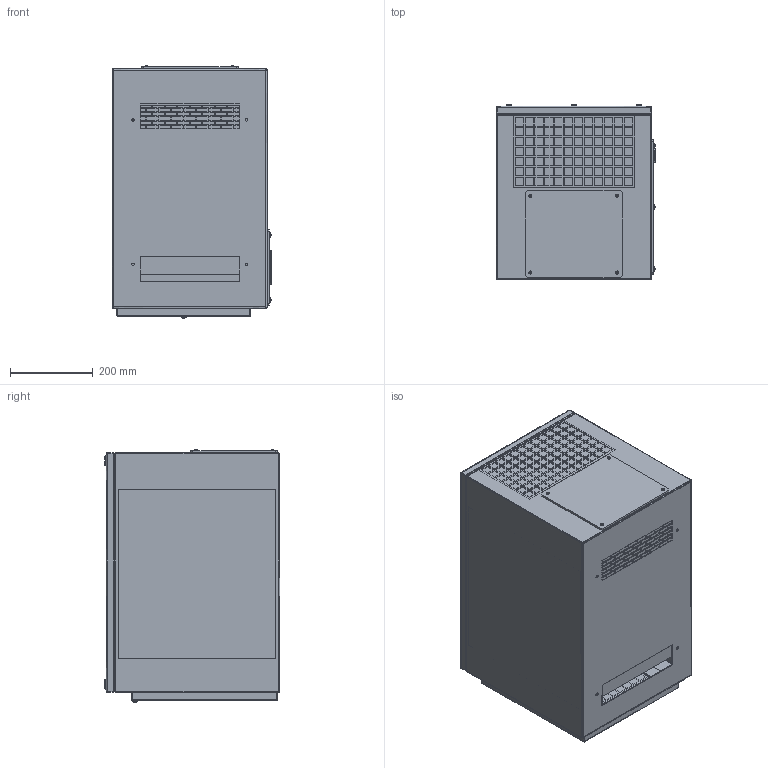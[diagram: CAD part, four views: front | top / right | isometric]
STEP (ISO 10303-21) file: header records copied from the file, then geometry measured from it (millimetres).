
FILE_DESCRIPTION (( 'STEP AP214' ), '1' );
FILE_NAME ('3128-1500-22-37.STEP', '2018-05-29T11:09:24', ( '' ), ( '' ), 'SwSTEP 2.0', 'SolidWorks 2017', '' );
FILE_SCHEMA (( 'AUTOMOTIVE_DESIGN' ));
Length unit declared in the file: millimetre
Products named in the file (7): W0095454~0; 8000-7985-06-12; 8000-7981-03-16; W0162053~0; 3128-1500-22-37; 8000-7985-06-30; W0162067~0
Assembly tree (20 placements, depth 2):
  3128-1500-22-37
    W0162053~0
    W0162067~0
    W0095454~0
    8000-7985-06-12  x8
    8000-7981-03-16  x4
    8000-7985-06-30  x5
Bounding box: 386.05 x 424.51 x 612.22 mm (x, y, z)
Volume: 60859897.7 mm3; surface area: 3059771.3 mm2
Topology: 22 solids, 22 shells, 2466 faces, 6974 edges, 4553 vertices
Faces by surface type: plane 1727, cylinder 481, cone 86, bspline 76, torus 54, sphere 42
Entity records: 75572 total; most frequent: CARTESIAN_POINT 21010, ORIENTED_EDGE 11552, DIRECTION 10366, EDGE_CURVE 5776, VECTOR 4608, LINE 4608, VERTEX_POINT 3833, AXIS2_PLACEMENT_3D 2879
